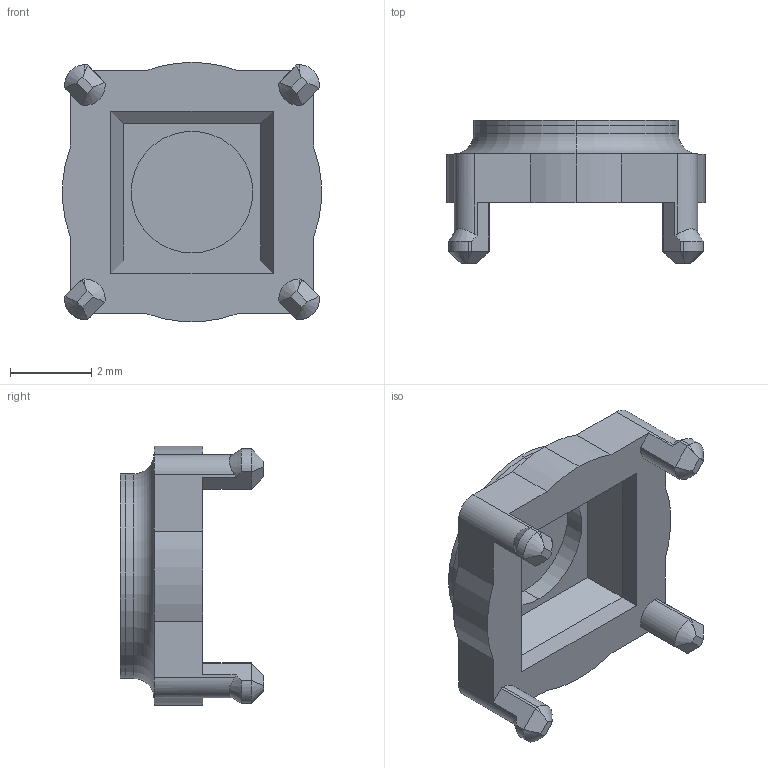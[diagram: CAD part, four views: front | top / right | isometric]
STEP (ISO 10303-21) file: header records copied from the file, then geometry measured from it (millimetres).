
FILE_DESCRIPTION (( 'STEP AP214' ), '1' );
FILE_NAME ('H01-0033.STEP', '2010-09-20T06:23:22', ( ' ' ), ( '' ), 'SwSTEP 2.0', 'SolidWorks 2009', '' );
FILE_SCHEMA (( 'AUTOMOTIVE_DESIGN' ));
Length unit declared in the file: millimetre
Products named in the file (3): H01-0032_00; H01-0023_00; H01-0033
Assembly tree (2 placements, depth 2):
  H01-0033
    H01-0023_00
    H01-0032_00
Bounding box: 6.38 x 3.53 x 6.39 mm (x, y, z)
Volume: 41.3 mm3; surface area: 175.3 mm2
Topology: 2 solids, 2 shells, 89 faces, 223 edges, 140 vertices
Faces by surface type: plane 42, cylinder 27, cone 18, torus 2
Entity records: 2811 total; most frequent: CARTESIAN_POINT 605, ORIENTED_EDGE 446, DIRECTION 433, EDGE_CURVE 223, AXIS2_PLACEMENT_3D 158, VERTEX_POINT 140, LINE 117, VECTOR 117
